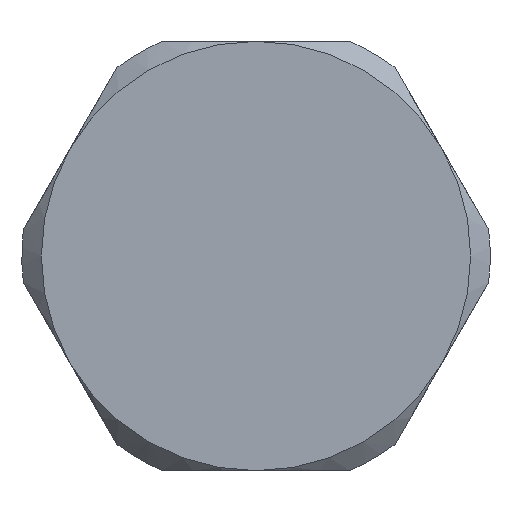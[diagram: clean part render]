
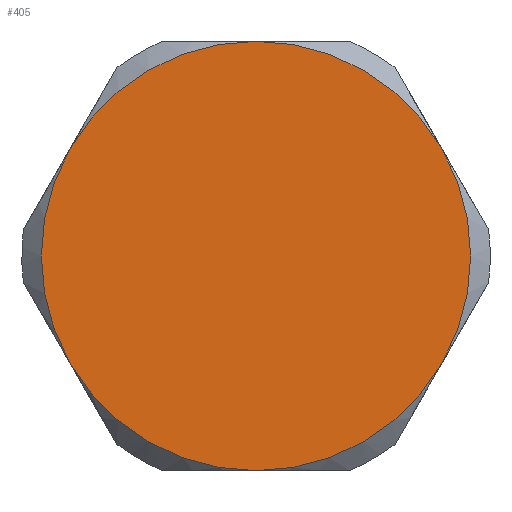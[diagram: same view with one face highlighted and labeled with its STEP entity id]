
A CAD part, front view. The second image highlights one B-rep face of the part: STEP entity #405.
In plain terms, the highlighted planar face has unit normal (0, -1, 0).
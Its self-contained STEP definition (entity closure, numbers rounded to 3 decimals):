
#8 = DIRECTION ( 'NONE',  ( 0., 0., 1. ) ) ;
#30 = CARTESIAN_POINT ( 'NONE',  ( 0., -70., -5.5 ) ) ;
#37 = VERTEX_POINT ( 'NONE', #662 ) ;
#42 = CARTESIAN_POINT ( 'NONE',  ( 0., -70., 0. ) ) ;
#62 = DIRECTION ( 'NONE',  ( 0., 0., 1. ) ) ;
#70 = CARTESIAN_POINT ( 'NONE',  ( 0., -70., 0. ) ) ;
#98 = ORIENTED_EDGE ( 'NONE', *, *, #223, .F. ) ;
#111 = DIRECTION ( 'NONE',  ( 0., 0., 1. ) ) ;
#116 = AXIS2_PLACEMENT_3D ( 'NONE', #631, #552, #287 ) ;
#121 = AXIS2_PLACEMENT_3D ( 'NONE', #535, #900, #62 ) ;
#141 = CARTESIAN_POINT ( 'NONE',  ( 0., -70., 0. ) ) ;
#146 = DIRECTION ( 'NONE',  ( 0., 1., 0. ) ) ;
#160 = CIRCLE ( 'NONE', #623, 5.5 ) ;
#188 = ORIENTED_EDGE ( 'NONE', *, *, #306, .F. ) ;
#196 = CARTESIAN_POINT ( 'NONE',  ( 4.763, -70., 2.75 ) ) ;
#207 = CARTESIAN_POINT ( 'NONE',  ( 0., -70., 0. ) ) ;
#223 = EDGE_CURVE ( 'NONE', #241, #843, #469, .T. ) ;
#241 = VERTEX_POINT ( 'NONE', #196 ) ;
#243 = ORIENTED_EDGE ( 'NONE', *, *, #344, .F. ) ;
#254 = ORIENTED_EDGE ( 'NONE', *, *, #320, .F. ) ;
#261 = ORIENTED_EDGE ( 'NONE', *, *, #412, .F. ) ;
#287 = DIRECTION ( 'NONE',  ( 0., 0., 1. ) ) ;
#306 = EDGE_CURVE ( 'NONE', #680, #512, #864, .T. ) ;
#320 = EDGE_CURVE ( 'NONE', #512, #37, #665, .T. ) ;
#344 = EDGE_CURVE ( 'NONE', #843, #674, #446, .T. ) ;
#352 = AXIS2_PLACEMENT_3D ( 'NONE', #207, #838, #8 ) ;
#405 = ADVANCED_FACE ( 'NONE', ( #624 ), #643, .F. ) ;
#411 = AXIS2_PLACEMENT_3D ( 'NONE', #42, #444, #111 ) ;
#412 = EDGE_CURVE ( 'NONE', #674, #680, #160, .T. ) ;
#444 = DIRECTION ( 'NONE',  ( 0., 1., 0. ) ) ;
#446 = CIRCLE ( 'NONE', #352, 5.5 ) ;
#463 = CARTESIAN_POINT ( 'NONE',  ( 4.763, -70., -2.75 ) ) ;
#469 = CIRCLE ( 'NONE', #121, 5.5 ) ;
#483 = CARTESIAN_POINT ( 'NONE',  ( 0., -70., 0. ) ) ;
#502 = CARTESIAN_POINT ( 'NONE',  ( -4.763, -70., -2.75 ) ) ;
#512 = VERTEX_POINT ( 'NONE', #695 ) ;
#535 = CARTESIAN_POINT ( 'NONE',  ( 0., -70., 0. ) ) ;
#552 = DIRECTION ( 'NONE',  ( 0., 1., 0. ) ) ;
#562 = CIRCLE ( 'NONE', #411, 5.5 ) ;
#570 = EDGE_LOOP ( 'NONE', ( #577, #254, #188, #261, #243, #98 ) ) ;
#577 = ORIENTED_EDGE ( 'NONE', *, *, #710, .F. ) ;
#623 = AXIS2_PLACEMENT_3D ( 'NONE', #70, #146, #784 ) ;
#624 = FACE_OUTER_BOUND ( 'NONE', #570, .T. ) ;
#631 = CARTESIAN_POINT ( 'NONE',  ( 0., -70., 0. ) ) ;
#632 = DIRECTION ( 'NONE',  ( 0., 1., 0. ) ) ;
#636 = DIRECTION ( 'NONE',  ( 0., 1., 0. ) ) ;
#639 = AXIS2_PLACEMENT_3D ( 'NONE', #483, #636, #641 ) ;
#641 = DIRECTION ( 'NONE',  ( 0., 0., 1. ) ) ;
#643 = PLANE ( 'NONE',  #732 ) ;
#662 = CARTESIAN_POINT ( 'NONE',  ( 0., -70., 5.5 ) ) ;
#665 = CIRCLE ( 'NONE', #639, 5.5 ) ;
#674 = VERTEX_POINT ( 'NONE', #30 ) ;
#680 = VERTEX_POINT ( 'NONE', #502 ) ;
#695 = CARTESIAN_POINT ( 'NONE',  ( -4.763, -70., 2.75 ) ) ;
#710 = EDGE_CURVE ( 'NONE', #37, #241, #562, .T. ) ;
#732 = AXIS2_PLACEMENT_3D ( 'NONE', #141, #632, #780 ) ;
#780 = DIRECTION ( 'NONE',  ( 0., 0., 1. ) ) ;
#784 = DIRECTION ( 'NONE',  ( 0., 0., 1. ) ) ;
#838 = DIRECTION ( 'NONE',  ( 0., 1., 0. ) ) ;
#843 = VERTEX_POINT ( 'NONE', #463 ) ;
#864 = CIRCLE ( 'NONE', #116, 5.5 ) ;
#900 = DIRECTION ( 'NONE',  ( 0., 1., 0. ) ) ;
